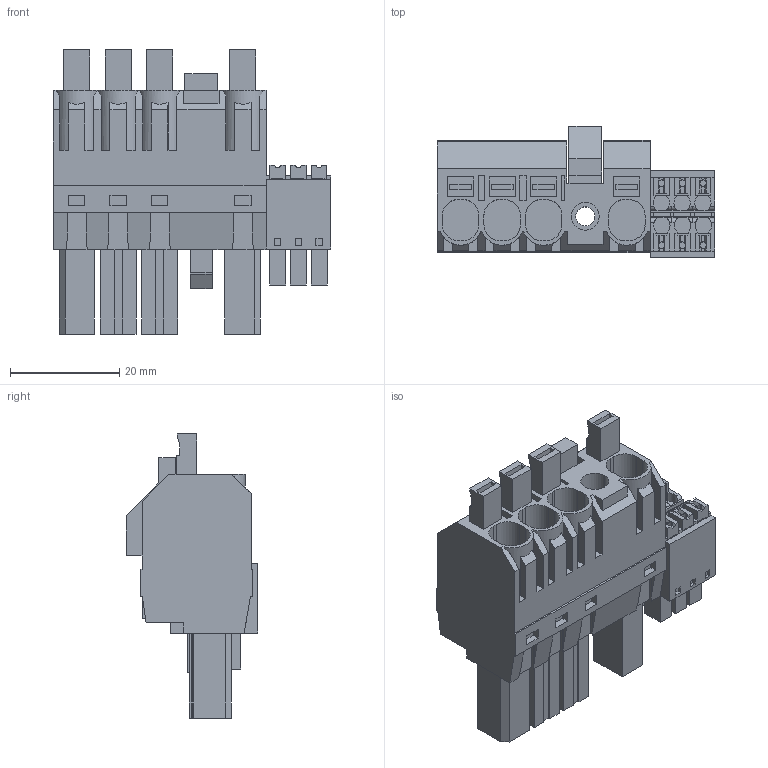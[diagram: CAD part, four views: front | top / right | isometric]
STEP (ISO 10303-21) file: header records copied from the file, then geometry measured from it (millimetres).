
FILE_DESCRIPTION(('CATIA V5 STEP Exchange','CAx-IF Rec.Pracs.--- Model Styling and Organization---1.4--- 2014-01-23'),'2;1');
FILE_NAME ('D1530555_1_2549490000_2549490000.stp','2023-09-07T12:39:49+00:00',('none'),('Weidmueller'),'CATIA Version 5-6 Release 2016 SP3 HF44','CATIA V5 STEP AP214','none');
FILE_SCHEMA(('AUTOMOTIVE_DESIGN { 1 0 10303 214 1 1 1 1 }'));
Length unit declared in the file: millimetre
Products named in the file (1): 2549490000
Bounding box: 50.84 x 24.13 x 52.11 mm (x, y, z)
Volume: 24716.5 mm3; surface area: 13733.2 mm2
Topology: 12 solids, 12 shells, 824 faces, 2287 edges, 1531 vertices
Faces by surface type: plane 746, cylinder 78
Entity records: 24875 total; most frequent: CARTESIAN_POINT 4905, ORIENTED_EDGE 4574, DIRECTION 3311, EDGE_CURVE 2287, VECTOR 2053, LINE 2053, VERTEX_POINT 1531, EDGE_LOOP 882
